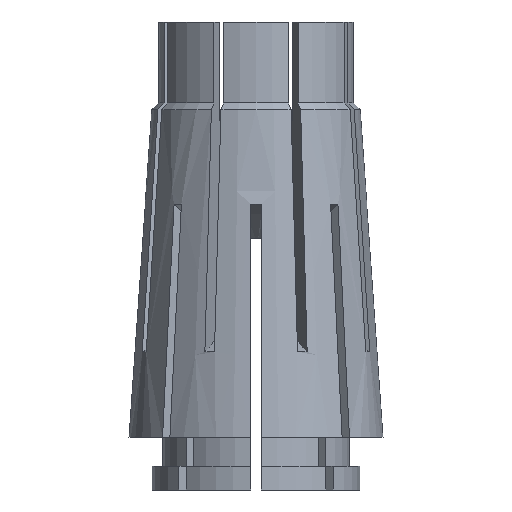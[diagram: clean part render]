
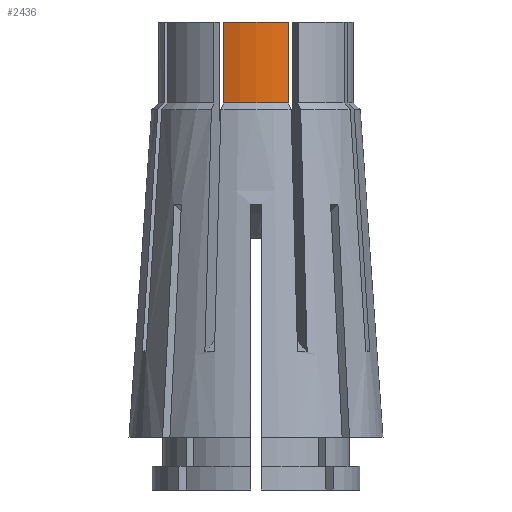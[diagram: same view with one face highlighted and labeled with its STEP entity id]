
A CAD part, front view. The second image highlights one B-rep face of the part: STEP entity #2436.
In plain terms, the highlighted cylindrical face has radius 9.4 mm (diameter 18.8 mm), a partial arc.
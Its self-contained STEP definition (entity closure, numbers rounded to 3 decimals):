
#183 = CYLINDRICAL_SURFACE ( 'NONE', #3667, 9.4 ) ;
#387 = ORIENTED_EDGE ( 'NONE', *, *, #1529, .T. ) ;
#430 = LINE ( 'NONE', #2796, #4732 ) ;
#496 = DIRECTION ( 'NONE',  ( 0., 0., 1. ) ) ;
#715 = CARTESIAN_POINT ( 'NONE',  ( 0., 0., 0. ) ) ;
#775 = AXIS2_PLACEMENT_3D ( 'NONE', #2210, #1744, #3429 ) ;
#870 = FACE_OUTER_BOUND ( 'NONE', #4313, .T. ) ;
#951 = VERTEX_POINT ( 'NONE', #3750 ) ;
#987 = CIRCLE ( 'NONE', #775, 9.4 ) ;
#1241 = CIRCLE ( 'NONE', #1370, 9.4 ) ;
#1370 = AXIS2_PLACEMENT_3D ( 'NONE', #2767, #496, #3219 ) ;
#1529 = EDGE_CURVE ( 'NONE', #4341, #951, #1241, .T. ) ;
#1664 = VERTEX_POINT ( 'NONE', #3532 ) ;
#1678 = DIRECTION ( 'NONE',  ( 0., 0., -1. ) ) ;
#1744 = DIRECTION ( 'NONE',  ( 0., 0., 1. ) ) ;
#2077 = EDGE_CURVE ( 'NONE', #3418, #4341, #3855, .T. ) ;
#2166 = ORIENTED_EDGE ( 'NONE', *, *, #3683, .F. ) ;
#2201 = ORIENTED_EDGE ( 'NONE', *, *, #2077, .T. ) ;
#2210 = CARTESIAN_POINT ( 'NONE',  ( 0., 0., 0. ) ) ;
#2414 = DIRECTION ( 'NONE',  ( 0., 0., -1. ) ) ;
#2436 = ADVANCED_FACE ( 'NONE', ( #870 ), #183, .T. ) ;
#2767 = CARTESIAN_POINT ( 'NONE',  ( 0., 0., -7.8 ) ) ;
#2796 = CARTESIAN_POINT ( 'NONE',  ( 3.13, -8.864, 0. ) ) ;
#3018 = CARTESIAN_POINT ( 'NONE',  ( -3.13, -8.864, 0. ) ) ;
#3219 = DIRECTION ( 'NONE',  ( 1., 0., 0. ) ) ;
#3271 = DIRECTION ( 'NONE',  ( 1., 0., 0. ) ) ;
#3394 = CARTESIAN_POINT ( 'NONE',  ( -3.13, -8.864, 0. ) ) ;
#3410 = ORIENTED_EDGE ( 'NONE', *, *, #4800, .F. ) ;
#3418 = VERTEX_POINT ( 'NONE', #3394 ) ;
#3429 = DIRECTION ( 'NONE',  ( 1., 0., 0. ) ) ;
#3492 = VECTOR ( 'NONE', #1678, 1000. ) ;
#3532 = CARTESIAN_POINT ( 'NONE',  ( 3.13, -8.864, 0. ) ) ;
#3586 = DIRECTION ( 'NONE',  ( 0., 0., 1. ) ) ;
#3667 = AXIS2_PLACEMENT_3D ( 'NONE', #715, #3586, #3271 ) ;
#3683 = EDGE_CURVE ( 'NONE', #1664, #951, #430, .T. ) ;
#3750 = CARTESIAN_POINT ( 'NONE',  ( 3.13, -8.864, -7.8 ) ) ;
#3855 = LINE ( 'NONE', #3018, #3492 ) ;
#4213 = CARTESIAN_POINT ( 'NONE',  ( -3.13, -8.864, -7.8 ) ) ;
#4313 = EDGE_LOOP ( 'NONE', ( #2166, #3410, #2201, #387 ) ) ;
#4341 = VERTEX_POINT ( 'NONE', #4213 ) ;
#4732 = VECTOR ( 'NONE', #2414, 1000. ) ;
#4800 = EDGE_CURVE ( 'NONE', #3418, #1664, #987, .T. ) ;
